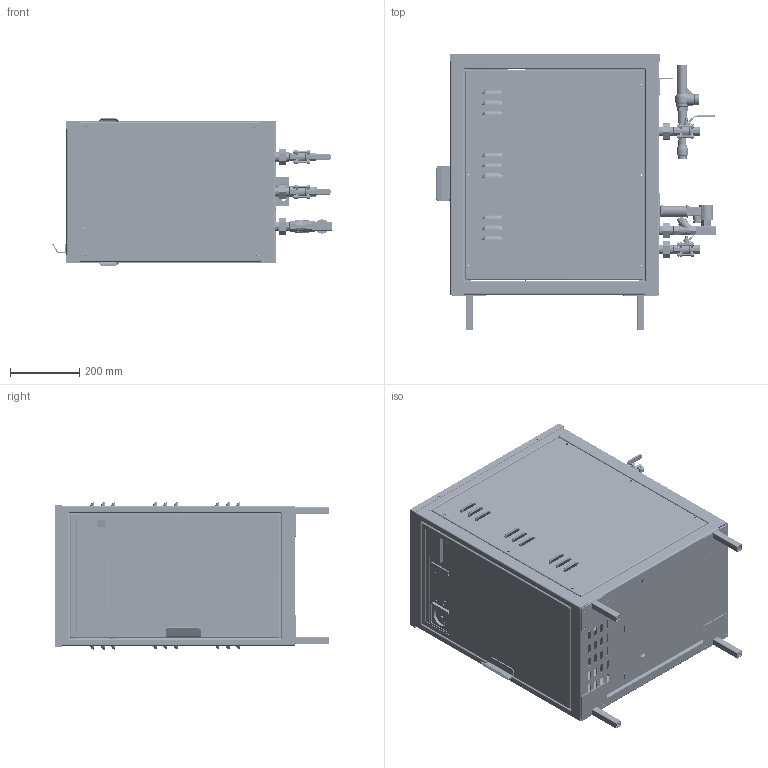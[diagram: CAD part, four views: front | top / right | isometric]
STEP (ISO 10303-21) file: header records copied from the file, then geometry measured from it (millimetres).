
FILE_DESCRIPTION (( 'STEP AP214' ), '1' );
FILE_NAME ('PS200 0-4bar Komplett.STEP', '2020-03-10T06:26:40', ( '' ), ( '' ), 'SwSTEP 2.0', 'SolidWorks 2017', '' );
FILE_SCHEMA (( 'AUTOMOTIVE_DESIGN' ));
Length unit declared in the file: millimetre
Products named in the file (1): PS200 0-4bar Komplett
Bounding box: 805.5 x 791.55 x 425.02 mm (x, y, z)
Volume: 6290131.7 mm3; surface area: 6334721.9 mm2
Topology: 250 solids, 250 shells, 8182 faces, 20637 edges, 13122 vertices
Faces by surface type: plane 4801, cylinder 1850, bspline 1009, cone 359, torus 91, sphere 72
Entity records: 386514 total; most frequent: CARTESIAN_POINT 103853, ORIENTED_EDGE 41160, DIRECTION 35831, EDGE_CURVE 20580, VERTEX_POINT 13122, VECTOR 12731, LINE 12731, AXIS2_PLACEMENT_3D 11550
